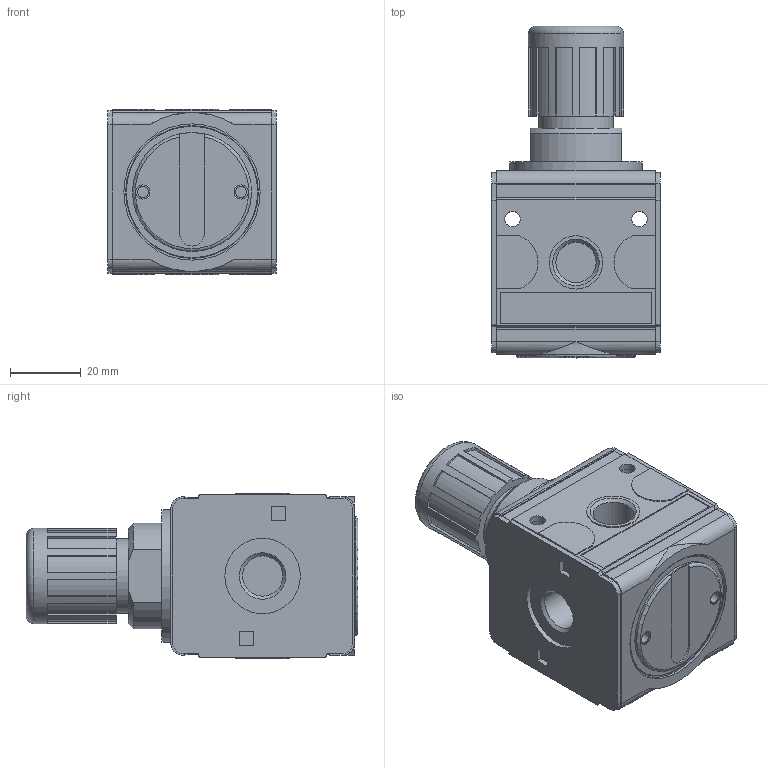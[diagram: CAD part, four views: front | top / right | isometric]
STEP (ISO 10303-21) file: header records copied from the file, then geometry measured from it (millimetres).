
FILE_DESCRIPTION( ( 'STEP AP203' ), ' ' );
FILE_NAME( '9.1711.250_1.stp', '2017-04-10T07:42:15', ( '' ), ( '' ), ' ', 'PARTsolutions', ' ' );
FILE_SCHEMA( ( 'CONFIG_CONTROL_DESIGN' ) );
Length unit declared in the file: millimetre
Products named in the file (2): 9.1711.250/1; _RB 11-3-00000-G
Assembly tree (1 placements, depth 2):
  9.1711.250/1
    _RB 11-3-00000-G
Bounding box: 47.8 x 94 x 47 mm (x, y, z)
Volume: 130901.7 mm3; surface area: 21846.7 mm2
Topology: 1 solids, 1 shells, 299 faces, 753 edges, 499 vertices
Faces by surface type: plane 224, cylinder 59, cone 12, torus 4
Full cylindrical faces by diameter (mm): 3.2 x2, 4 x2, 4.4 x4, 11.445 x4, 15.1 x2, 15.7 x1, 19.2 x1, 21 x1, 21.4 x2, 27 x1, 33.7 x1, 37.5 x1, 37.6 x1, 38.6 x1
Entity records: 8871 total; most frequent: CARTESIAN_POINT 1627, DIRECTION 1460, ORIENTED_EDGE 1424, EDGE_CURVE 712, LINE 542, VECTOR 542, VERTEX_POINT 494, AXIS2_PLACEMENT_3D 459
